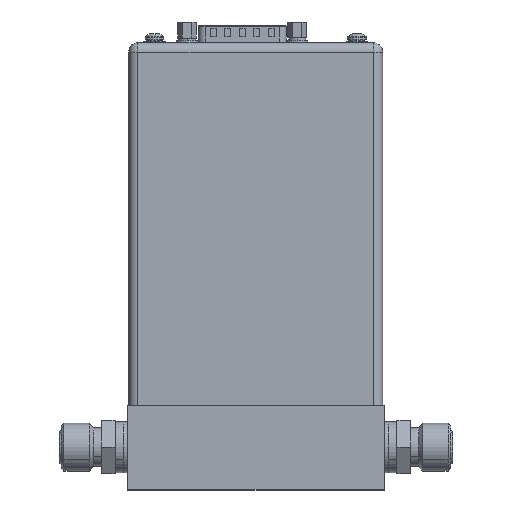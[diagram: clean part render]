
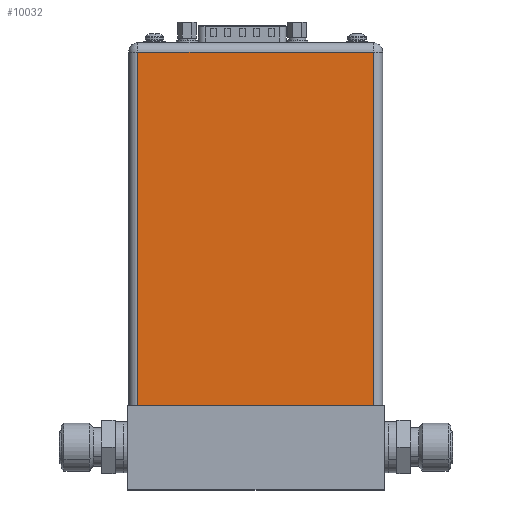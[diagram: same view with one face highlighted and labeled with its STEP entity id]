
A CAD part, top view. The second image highlights one B-rep face of the part: STEP entity #10032.
In plain terms, the highlighted planar face has unit normal (0, 0, 1).
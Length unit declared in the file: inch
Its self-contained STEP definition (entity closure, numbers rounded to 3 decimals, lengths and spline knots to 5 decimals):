
#8205=DIRECTION('',(1.,0.,0.));
#8206=VECTOR('',#8205,2.757);
#8207=CARTESIAN_POINT('',(-1.3785,0.,1.425));
#8208=LINE('',#8207,#8206);
#8892=DIRECTION('',(0.,-1.,0.));
#8893=VECTOR('',#8892,4.141);
#8894=CARTESIAN_POINT('',(1.3785,4.141,1.425));
#8895=LINE('',#8894,#8893);
#8899=DIRECTION('',(0.,-1.,0.));
#8900=VECTOR('',#8899,4.141);
#8901=CARTESIAN_POINT('',(-1.3785,4.141,1.425));
#8902=LINE('',#8901,#8900);
#8906=DIRECTION('',(1.,0.,0.));
#8907=VECTOR('',#8906,2.757);
#8908=CARTESIAN_POINT('',(-1.3785,4.141,1.425));
#8909=LINE('',#8908,#8907);
#9356=CARTESIAN_POINT('',(1.3785,0.,1.425));
#9358=VERTEX_POINT('',#9356);
#9359=CARTESIAN_POINT('',(1.3785,4.141,1.425));
#9360=VERTEX_POINT('',#9359);
#9371=CARTESIAN_POINT('',(-1.3785,0.,1.425));
#9373=VERTEX_POINT('',#9371);
#9375=CARTESIAN_POINT('',(-1.3785,4.141,1.425));
#9376=VERTEX_POINT('',#9375);
#10020=CARTESIAN_POINT('',(-1.4875,0.,1.425));
#10021=DIRECTION('',(0.,0.,1.));
#10022=DIRECTION('',(1.,0.,0.));
#10023=AXIS2_PLACEMENT_3D('',#10020,#10021,#10022);
#10024=PLANE('',#10023);
#10026=ORIENTED_EDGE('',*,*,#10025,.T.);
#10027=ORIENTED_EDGE('',*,*,#9498,.F.);
#10028=ORIENTED_EDGE('',*,*,#9989,.F.);
#10029=ORIENTED_EDGE('',*,*,#10011,.T.);
#10030=EDGE_LOOP('',(#10026,#10027,#10028,#10029));
#10031=FACE_OUTER_BOUND('',#10030,.F.);
#10032=ADVANCED_FACE('',(#10031),#10024,.T.);
#9498=EDGE_CURVE('',#9373,#9358,#8208,.T.);
#9989=EDGE_CURVE('',#9376,#9373,#8902,.T.);
#10011=EDGE_CURVE('',#9376,#9360,#8909,.T.);
#10025=EDGE_CURVE('',#9360,#9358,#8895,.T.);
